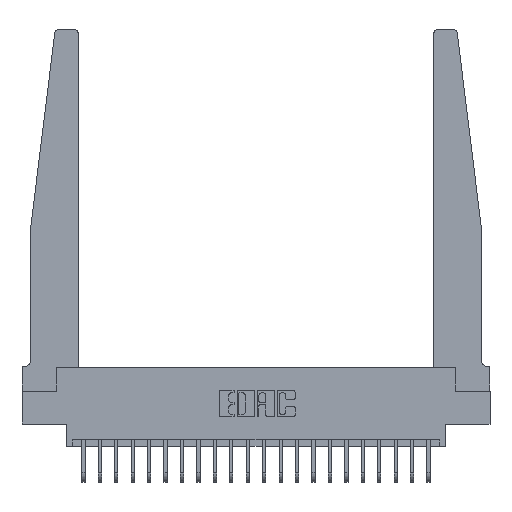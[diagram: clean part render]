
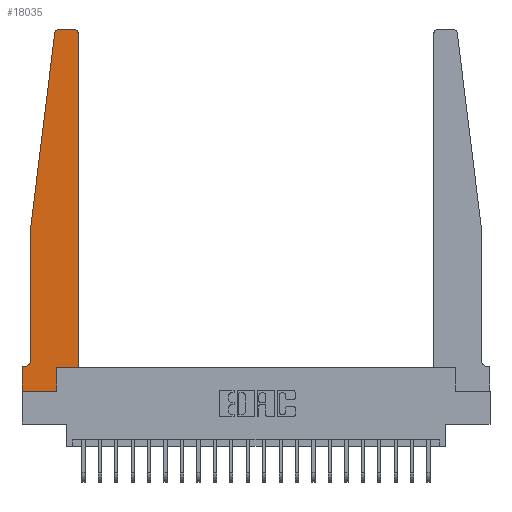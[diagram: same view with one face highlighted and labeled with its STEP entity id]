
A CAD part, top view. The second image highlights one B-rep face of the part: STEP entity #18035.
In plain terms, the highlighted planar face has unit normal (0, 0, 1).
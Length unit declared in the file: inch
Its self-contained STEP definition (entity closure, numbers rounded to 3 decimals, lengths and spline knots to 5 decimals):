
#21 = EDGE_CURVE ( 'NONE', #1526, #7655, #3583, .T. ) ;
#64 = VECTOR ( 'NONE', #12509, 39.37008 ) ;
#574 = DIRECTION ( 'NONE',  ( -1., 0., 0. ) ) ;
#587 = ORIENTED_EDGE ( 'NONE', *, *, #4134, .T. ) ;
#631 = ORIENTED_EDGE ( 'NONE', *, *, #5266, .T. ) ;
#1526 = VERTEX_POINT ( 'NONE', #15306 ) ;
#1596 = VERTEX_POINT ( 'NONE', #3453 ) ;
#1602 = VERTEX_POINT ( 'NONE', #3560 ) ;
#1707 = EDGE_CURVE ( 'NONE', #16137, #8098, #12332, .T. ) ;
#1720 = EDGE_CURVE ( 'NONE', #8098, #1526, #15959, .T. ) ;
#2035 = DIRECTION ( 'NONE',  ( -1., 0., 0. ) ) ;
#2554 = DIRECTION ( 'NONE',  ( 1., 0., 0. ) ) ;
#2768 = CARTESIAN_POINT ( 'NONE',  ( 0.015, 0.2375, 0.37 ) ) ;
#2769 = DIRECTION ( 'NONE',  ( 0., 0., 1. ) ) ;
#3194 = LINE ( 'NONE', #11967, #13754 ) ;
#3453 = CARTESIAN_POINT ( 'NONE',  ( 0.2605, 0., 0.37 ) ) ;
#3483 = CARTESIAN_POINT ( 'NONE',  ( 0.065, 0.1875, 0.37 ) ) ;
#3560 = CARTESIAN_POINT ( 'NONE',  ( 0.425, 0.18, 0.37 ) ) ;
#3578 = CARTESIAN_POINT ( 'NONE',  ( 0., 0., 0.37 ) ) ;
#3583 = LINE ( 'NONE', #3483, #10678 ) ;
#3599 = DIRECTION ( 'NONE',  ( 0., 1., 0. ) ) ;
#3678 = ORIENTED_EDGE ( 'NONE', *, *, #20068, .T. ) ;
#4113 = CARTESIAN_POINT ( 'NONE',  ( 0.27653, 2.72, 0.37 ) ) ;
#4134 = EDGE_CURVE ( 'NONE', #8299, #16137, #8437, .T. ) ;
#4426 = DIRECTION ( 'NONE',  ( 0., -1., 0. ) ) ;
#4755 = ORIENTED_EDGE ( 'NONE', *, *, #20642, .T. ) ;
#4924 = CARTESIAN_POINT ( 'NONE',  ( 0.065, 1.25, 0.37 ) ) ;
#5266 = EDGE_CURVE ( 'NONE', #18299, #8299, #7466, .T. ) ;
#5604 = EDGE_CURVE ( 'NONE', #7655, #14672, #7351, .T. ) ;
#5736 = LINE ( 'NONE', #8714, #17876 ) ;
#6400 = CARTESIAN_POINT ( 'NONE',  ( 0.065, 0.2375, 0.37 ) ) ;
#6449 = DIRECTION ( 'NONE',  ( 0., 0., 1. ) ) ;
#6506 = PLANE ( 'NONE',  #20386 ) ;
#6582 = EDGE_CURVE ( 'NONE', #1596, #12905, #3194, .T. ) ;
#6623 = CARTESIAN_POINT ( 'NONE',  ( 0., 0.1875, 0.37 ) ) ;
#6801 = DIRECTION ( 'NONE',  ( -0.122, -0.992, 0. ) ) ;
#7351 = LINE ( 'NONE', #8990, #64 ) ;
#7466 = CIRCLE ( 'NONE', #15875, 0.03 ) ;
#7655 = VERTEX_POINT ( 'NONE', #18286 ) ;
#7668 = DIRECTION ( 'NONE',  ( 1., 0., 0. ) ) ;
#8098 = VERTEX_POINT ( 'NONE', #6400 ) ;
#8249 = DIRECTION ( 'NONE',  ( 0., 0., 1. ) ) ;
#8289 = VERTEX_POINT ( 'NONE', #15827 ) ;
#8299 = VERTEX_POINT ( 'NONE', #10969 ) ;
#8437 = LINE ( 'NONE', #4924, #14790 ) ;
#8516 = LINE ( 'NONE', #21740, #8640 ) ;
#8567 = DIRECTION ( 'NONE',  ( 0., 1., 0. ) ) ;
#8640 = VECTOR ( 'NONE', #14879, 39.37008 ) ;
#8714 = CARTESIAN_POINT ( 'NONE',  ( 0., 0., 0.37 ) ) ;
#8759 = CARTESIAN_POINT ( 'NONE',  ( 0.425, 0.18, 0.37 ) ) ;
#8990 = CARTESIAN_POINT ( 'NONE',  ( 0., 0., 0.37 ) ) ;
#9015 = CARTESIAN_POINT ( 'NONE',  ( 0.27653, 2.75, 0.37 ) ) ;
#9485 = LINE ( 'NONE', #21582, #17413 ) ;
#9693 = VECTOR ( 'NONE', #3599, 39.37008 ) ;
#10678 = VECTOR ( 'NONE', #2035, 39.37008 ) ;
#10722 = CIRCLE ( 'NONE', #17081, 0.03 ) ;
#10969 = CARTESIAN_POINT ( 'NONE',  ( 0.24675, 2.72367, 0.37 ) ) ;
#11437 = ORIENTED_EDGE ( 'NONE', *, *, #1720, .T. ) ;
#11671 = ORIENTED_EDGE ( 'NONE', *, *, #13241, .T. ) ;
#11709 = VECTOR ( 'NONE', #4426, 39.37008 ) ;
#11967 = CARTESIAN_POINT ( 'NONE',  ( 0.2605, 0.18, 0.37 ) ) ;
#12332 = LINE ( 'NONE', #19486, #11709 ) ;
#12509 = DIRECTION ( 'NONE',  ( 0., -1., 0. ) ) ;
#12732 = ORIENTED_EDGE ( 'NONE', *, *, #16478, .T. ) ;
#12905 = VERTEX_POINT ( 'NONE', #20103 ) ;
#13241 = EDGE_CURVE ( 'NONE', #8289, #20704, #10722, .T. ) ;
#13304 = EDGE_CURVE ( 'NONE', #20704, #18299, #8516, .T. ) ;
#13754 = VECTOR ( 'NONE', #8567, 39.37008 ) ;
#13773 = ORIENTED_EDGE ( 'NONE', *, *, #13304, .T. ) ;
#14672 = VERTEX_POINT ( 'NONE', #3578 ) ;
#14790 = VECTOR ( 'NONE', #6801, 39.37008 ) ;
#14879 = DIRECTION ( 'NONE',  ( -1., 0., 0. ) ) ;
#15118 = ORIENTED_EDGE ( 'NONE', *, *, #1707, .T. ) ;
#15306 = CARTESIAN_POINT ( 'NONE',  ( 0.015, 0.1875, 0.37 ) ) ;
#15633 = DIRECTION ( 'NONE',  ( 0., 0., -1. ) ) ;
#15827 = CARTESIAN_POINT ( 'NONE',  ( 0.425, 2.72, 0.37 ) ) ;
#15875 = AXIS2_PLACEMENT_3D ( 'NONE', #4113, #2769, #2554 ) ;
#15959 = CIRCLE ( 'NONE', #18775, 0.05 ) ;
#16137 = VERTEX_POINT ( 'NONE', #19303 ) ;
#16478 = EDGE_CURVE ( 'NONE', #14672, #1596, #5736, .T. ) ;
#16734 = FACE_OUTER_BOUND ( 'NONE', #20519, .T. ) ;
#16965 = ORIENTED_EDGE ( 'NONE', *, *, #21, .T. ) ;
#17081 = AXIS2_PLACEMENT_3D ( 'NONE', #17778, #6449, #7668 ) ;
#17126 = LINE ( 'NONE', #8759, #9693 ) ;
#17413 = VECTOR ( 'NONE', #18055, 39.37008 ) ;
#17778 = CARTESIAN_POINT ( 'NONE',  ( 0.395, 2.72, 0.37 ) ) ;
#17870 = ORIENTED_EDGE ( 'NONE', *, *, #5604, .T. ) ;
#17876 = VECTOR ( 'NONE', #19056, 39.37008 ) ;
#18035 = ADVANCED_FACE ( 'NONE', ( #16734 ), #6506, .T. ) ;
#18055 = DIRECTION ( 'NONE',  ( 1., 0., 0. ) ) ;
#18190 = ORIENTED_EDGE ( 'NONE', *, *, #6582, .T. ) ;
#18286 = CARTESIAN_POINT ( 'NONE',  ( 0., 0.1875, 0.37 ) ) ;
#18299 = VERTEX_POINT ( 'NONE', #9015 ) ;
#18775 = AXIS2_PLACEMENT_3D ( 'NONE', #2768, #15633, #574 ) ;
#19056 = DIRECTION ( 'NONE',  ( 1., 0., 0. ) ) ;
#19098 = CARTESIAN_POINT ( 'NONE',  ( 0.395, 2.75, 0.37 ) ) ;
#19303 = CARTESIAN_POINT ( 'NONE',  ( 0.065, 1.25, 0.37 ) ) ;
#19486 = CARTESIAN_POINT ( 'NONE',  ( 0.065, 1.25, 0.37 ) ) ;
#20068 = EDGE_CURVE ( 'NONE', #12905, #1602, #9485, .T. ) ;
#20103 = CARTESIAN_POINT ( 'NONE',  ( 0.2605, 0.18, 0.37 ) ) ;
#20386 = AXIS2_PLACEMENT_3D ( 'NONE', #6623, #8249, #21685 ) ;
#20519 = EDGE_LOOP ( 'NONE', ( #13773, #631, #587, #15118, #11437, #16965, #17870, #12732, #18190, #3678, #4755, #11671 ) ) ;
#20642 = EDGE_CURVE ( 'NONE', #1602, #8289, #17126, .T. ) ;
#20704 = VERTEX_POINT ( 'NONE', #19098 ) ;
#21582 = CARTESIAN_POINT ( 'NONE',  ( 0.425, 0.18, 0.37 ) ) ;
#21685 = DIRECTION ( 'NONE',  ( 1., 0., 0. ) ) ;
#21740 = CARTESIAN_POINT ( 'NONE',  ( 0.25, 2.75, 0.37 ) ) ;
